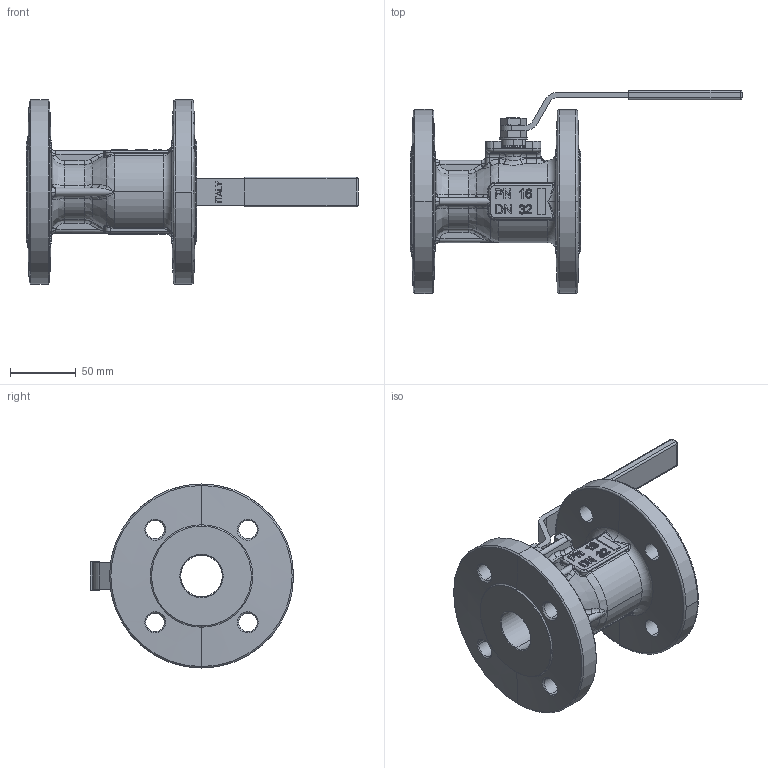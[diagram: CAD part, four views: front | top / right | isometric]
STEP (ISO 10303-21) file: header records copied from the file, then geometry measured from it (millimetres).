
FILE_DESCRIPTION (( 'STEP AP203' ), '1' );
FILE_NAME ('73000007.STEP', '2010-05-06T09:46:14', ( '.' ), ( '.' ), 'SwSTEP 2.0', 'SolidWorks 2008', '' );
FILE_SCHEMA (( 'CONFIG_CONTROL_DESIGN' ));
Products named in the file (1): 73000007
Bounding box: 252.5 x 154.45 x 140 mm (x, y, z)
Volume: 681188.1 mm3; surface area: 145197.9 mm2
Topology: 3 solids, 3 shells, 984 faces, 2508 edges, 1557 vertices
Faces by surface type: bspline 333, plane 320, cylinder 197, cone 116, torus 16, sphere 2
Entity records: 49837 total; most frequent: CARTESIAN_POINT 28399, ORIENTED_EDGE 4952, DIRECTION 3647, EDGE_CURVE 2476, VERTEX_POINT 1555, AXIS2_PLACEMENT_3D 1285, EDGE_LOOP 1081, VECTOR 1077
